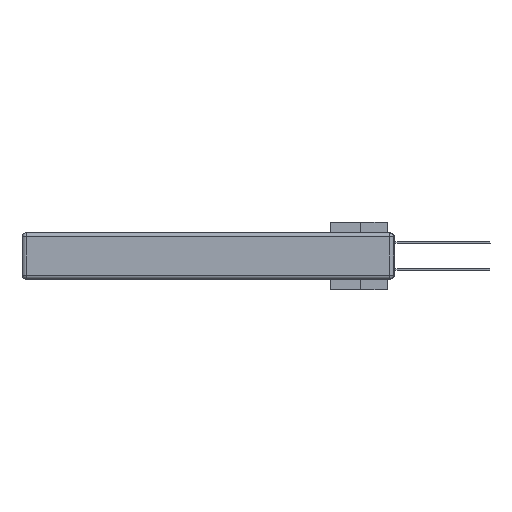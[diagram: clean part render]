
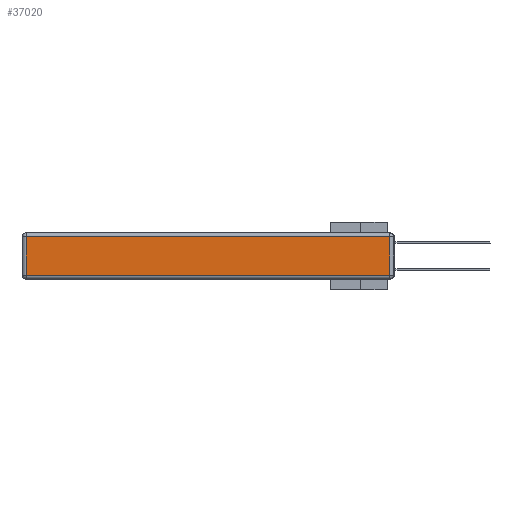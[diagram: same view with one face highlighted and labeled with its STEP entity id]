
A CAD part, left-side view. The second image highlights one B-rep face of the part: STEP entity #37020.
In plain terms, the highlighted planar face has unit normal (-1, 0, 0).
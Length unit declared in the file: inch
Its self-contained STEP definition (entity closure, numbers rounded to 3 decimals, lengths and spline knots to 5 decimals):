
#71 = AXIS2_PLACEMENT_3D ( 'NONE', #2438, #30940, #31194 ) ;
#931 = CARTESIAN_POINT ( 'NONE',  ( 0., 2.72, -0.03 ) ) ;
#1011 = CARTESIAN_POINT ( 'NONE',  ( 0., 0.03, -0.03 ) ) ;
#2438 = CARTESIAN_POINT ( 'NONE',  ( 0., 0., -0.343 ) ) ;
#2686 = LINE ( 'NONE', #18345, #21453 ) ;
#5654 = LINE ( 'NONE', #13344, #6566 ) ;
#6566 = VECTOR ( 'NONE', #7640, 39.37008 ) ;
#7284 = DIRECTION ( 'NONE',  ( 0., 0., -1. ) ) ;
#7640 = DIRECTION ( 'NONE',  ( 0., -1., 0. ) ) ;
#8399 = CARTESIAN_POINT ( 'NONE',  ( 0., 0.03, -0.343 ) ) ;
#10669 = ORIENTED_EDGE ( 'NONE', *, *, #33705, .T. ) ;
#10679 = VECTOR ( 'NONE', #14309, 39.37008 ) ;
#10911 = VERTEX_POINT ( 'NONE', #34628 ) ;
#13070 = VERTEX_POINT ( 'NONE', #36660 ) ;
#13344 = CARTESIAN_POINT ( 'NONE',  ( 0., 0., -0.313 ) ) ;
#14092 = LINE ( 'NONE', #8399, #19838 ) ;
#14309 = DIRECTION ( 'NONE',  ( 0., 1., 0. ) ) ;
#15365 = EDGE_CURVE ( 'NONE', #34603, #10911, #2686, .T. ) ;
#15422 = FACE_OUTER_BOUND ( 'NONE', #23352, .T. ) ;
#16677 = PLANE ( 'NONE',  #71 ) ;
#18345 = CARTESIAN_POINT ( 'NONE',  ( 0., 2.72, -0.343 ) ) ;
#19838 = VECTOR ( 'NONE', #28370, 39.37008 ) ;
#19861 = ORIENTED_EDGE ( 'NONE', *, *, #20011, .T. ) ;
#20011 = EDGE_CURVE ( 'NONE', #30898, #34603, #25888, .T. ) ;
#21453 = VECTOR ( 'NONE', #7284, 39.37008 ) ;
#23352 = EDGE_LOOP ( 'NONE', ( #24801, #10669, #19861, #32041 ) ) ;
#24801 = ORIENTED_EDGE ( 'NONE', *, *, #32780, .T. ) ;
#25657 = CARTESIAN_POINT ( 'NONE',  ( 0., 2.75, -0.03 ) ) ;
#25888 = LINE ( 'NONE', #25657, #10679 ) ;
#28370 = DIRECTION ( 'NONE',  ( 0., 0., 1. ) ) ;
#30898 = VERTEX_POINT ( 'NONE', #1011 ) ;
#30940 = DIRECTION ( 'NONE',  ( -1., 0., 0. ) ) ;
#31194 = DIRECTION ( 'NONE',  ( 0., 0., 1. ) ) ;
#32041 = ORIENTED_EDGE ( 'NONE', *, *, #15365, .T. ) ;
#32780 = EDGE_CURVE ( 'NONE', #10911, #13070, #5654, .T. ) ;
#33705 = EDGE_CURVE ( 'NONE', #13070, #30898, #14092, .T. ) ;
#34603 = VERTEX_POINT ( 'NONE', #931 ) ;
#34628 = CARTESIAN_POINT ( 'NONE',  ( 0., 2.72, -0.313 ) ) ;
#36660 = CARTESIAN_POINT ( 'NONE',  ( 0., 0.03, -0.313 ) ) ;
#37020 = ADVANCED_FACE ( 'NONE', ( #15422 ), #16677, .T. ) ;
